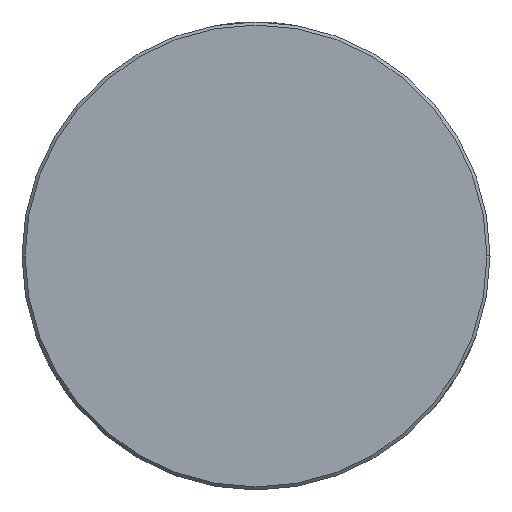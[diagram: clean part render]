
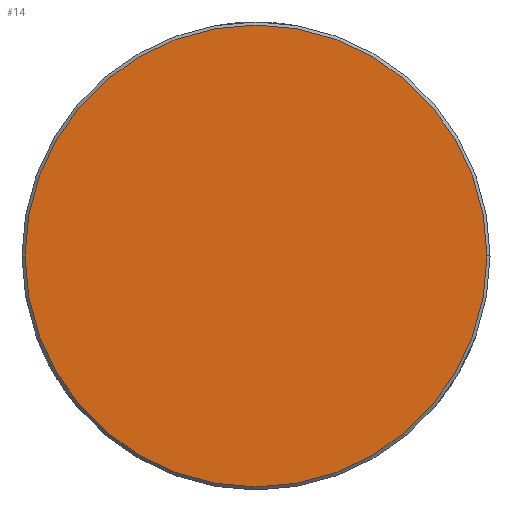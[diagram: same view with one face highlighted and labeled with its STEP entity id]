
A CAD part, left-side view. The second image highlights one B-rep face of the part: STEP entity #14.
In plain terms, the highlighted planar face has unit normal (-1, 0, 0).
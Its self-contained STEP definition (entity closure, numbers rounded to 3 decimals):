
#14 = ADVANCED_FACE ( 'NONE', ( #188 ), #737, .F. ) ;
#19 = EDGE_LOOP ( 'NONE', ( #539, #618 ) ) ;
#75 = CARTESIAN_POINT ( 'NONE',  ( -66.4, 14.8, 0. ) ) ;
#85 = AXIS2_PLACEMENT_3D ( 'NONE', #1015, #915, #1020 ) ;
#128 = DIRECTION ( 'NONE',  ( 0., 0., -1. ) ) ;
#141 = CARTESIAN_POINT ( 'NONE',  ( -66.4, 0., 0. ) ) ;
#188 = FACE_OUTER_BOUND ( 'NONE', #19, .T. ) ;
#233 = DIRECTION ( 'NONE',  ( 1., 0., 0. ) ) ;
#354 = DIRECTION ( 'NONE',  ( 0., 1., 0. ) ) ;
#497 = CIRCLE ( 'NONE', #1313, 14.8 ) ;
#539 = ORIENTED_EDGE ( 'NONE', *, *, #975, .T. ) ;
#618 = ORIENTED_EDGE ( 'NONE', *, *, #685, .T. ) ;
#685 = EDGE_CURVE ( 'NONE', #1249, #879, #497, .T. ) ;
#720 = AXIS2_PLACEMENT_3D ( 'NONE', #728, #233, #128 ) ;
#728 = CARTESIAN_POINT ( 'NONE',  ( -66.4, -14.978, 14.978 ) ) ;
#737 = PLANE ( 'NONE',  #720 ) ;
#879 = VERTEX_POINT ( 'NONE', #75 ) ;
#915 = DIRECTION ( 'NONE',  ( -1., 0., 0. ) ) ;
#955 = DIRECTION ( 'NONE',  ( -1., 0., 0. ) ) ;
#975 = EDGE_CURVE ( 'NONE', #879, #1249, #1247, .T. ) ;
#1015 = CARTESIAN_POINT ( 'NONE',  ( -66.4, 0., 0. ) ) ;
#1020 = DIRECTION ( 'NONE',  ( 0., 1., 0. ) ) ;
#1247 = CIRCLE ( 'NONE', #85, 14.8 ) ;
#1249 = VERTEX_POINT ( 'NONE', #1254 ) ;
#1254 = CARTESIAN_POINT ( 'NONE',  ( -66.4, -14.8, 0. ) ) ;
#1313 = AXIS2_PLACEMENT_3D ( 'NONE', #141, #955, #354 ) ;
